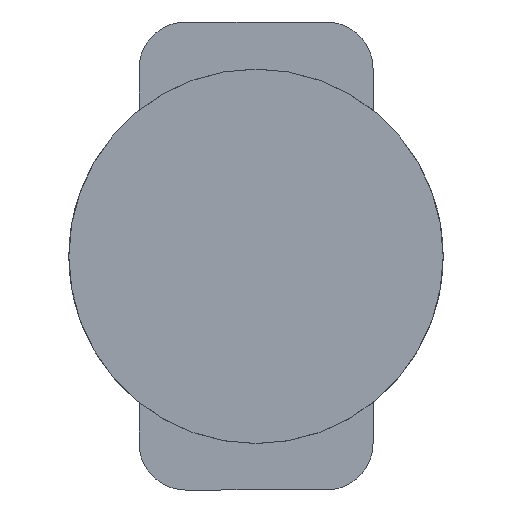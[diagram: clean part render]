
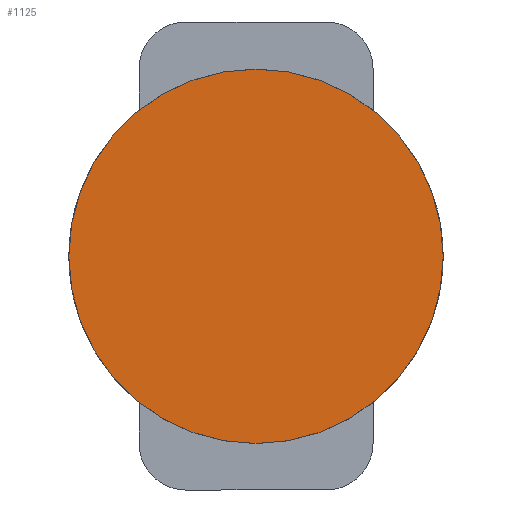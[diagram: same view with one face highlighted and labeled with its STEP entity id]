
A CAD part, left-side view. The second image highlights one B-rep face of the part: STEP entity #1125.
In plain terms, the highlighted planar face has unit normal (-1, 0, 0).
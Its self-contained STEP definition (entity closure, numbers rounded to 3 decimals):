
#219 = CYLINDRICAL_SURFACE('',#220,8.);
#220 = AXIS2_PLACEMENT_3D('',#221,#222,#223);
#221 = CARTESIAN_POINT('',(0.,-4.998,9.986));
#222 = DIRECTION('',(1.,0.,0.));
#223 = DIRECTION('',(0.,0.,-1.));
#774 = VERTEX_POINT('',#775);
#775 = CARTESIAN_POINT('',(-40.,-4.998,1.986));
#796 = EDGE_CURVE('',#774,#774,#797,.T.);
#797 = SURFACE_CURVE('',#798,(#803,#810),.PCURVE_S1.);
#798 = CIRCLE('',#799,8.);
#799 = AXIS2_PLACEMENT_3D('',#800,#801,#802);
#800 = CARTESIAN_POINT('',(-40.,-4.998,9.986));
#801 = DIRECTION('',(-1.,-0.,0.));
#802 = DIRECTION('',(0.,0.,-1.));
#803 = PCURVE('',#219,#804);
#804 = DEFINITIONAL_REPRESENTATION('',(#805),#809);
#805 = LINE('',#806,#807);
#806 = CARTESIAN_POINT('',(-0.,-40.));
#807 = VECTOR('',#808,1.);
#808 = DIRECTION('',(-1.,0.));
#809 = ( GEOMETRIC_REPRESENTATION_CONTEXT(2) 
PARAMETRIC_REPRESENTATION_CONTEXT() REPRESENTATION_CONTEXT('2D SPACE',''
  ) );
#810 = PCURVE('',#811,#816);
#811 = PLANE('',#812);
#812 = AXIS2_PLACEMENT_3D('',#813,#814,#815);
#813 = CARTESIAN_POINT('',(-40.,-4.998,9.986));
#814 = DIRECTION('',(-1.,0.,0.));
#815 = DIRECTION('',(0.,0.,-1.));
#816 = DEFINITIONAL_REPRESENTATION('',(#817),#821);
#817 = CIRCLE('',#818,8.);
#818 = AXIS2_PLACEMENT_2D('',#819,#820);
#819 = CARTESIAN_POINT('',(0.,0.));
#820 = DIRECTION('',(1.,0.));
#821 = ( GEOMETRIC_REPRESENTATION_CONTEXT(2) 
PARAMETRIC_REPRESENTATION_CONTEXT() REPRESENTATION_CONTEXT('2D SPACE',''
  ) );
#1125 = ADVANCED_FACE('',(#1126),#811,.T.);
#1126 = FACE_BOUND('',#1127,.T.);
#1127 = EDGE_LOOP('',(#1128));
#1128 = ORIENTED_EDGE('',*,*,#796,.T.);
